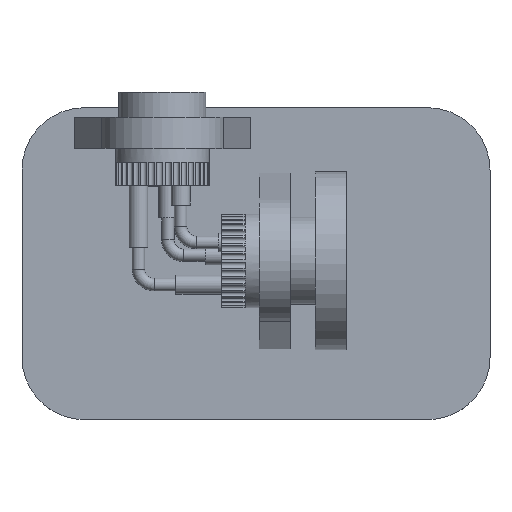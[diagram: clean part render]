
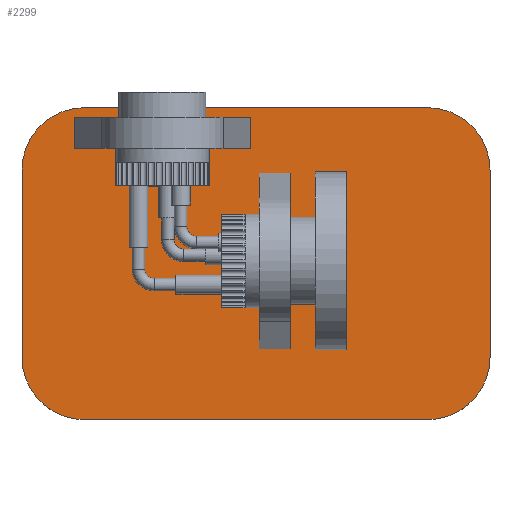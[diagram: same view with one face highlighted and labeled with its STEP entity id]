
A CAD part, top view. The second image highlights one B-rep face of the part: STEP entity #2299.
In plain terms, the highlighted planar face has unit normal (0, 0, 1).
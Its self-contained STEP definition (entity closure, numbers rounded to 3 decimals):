
#80=FACE_BOUND('',#379,.T.);
#81=FACE_BOUND('',#380,.T.);
#136=PLANE('',#2643);
#241=FACE_OUTER_BOUND('',#378,.T.);
#378=EDGE_LOOP('',(#1955,#1956,#1957,#1958,#1959,#1960,#1961,#1962));
#379=EDGE_LOOP('',(#1963,#1964,#1965,#1966));
#380=EDGE_LOOP('',(#1967,#1968,#1969,#1970));
#511=LINE('',#4060,#643);
#512=LINE('',#4064,#644);
#513=LINE('',#4068,#645);
#514=LINE('',#4071,#646);
#515=LINE('',#4074,#647);
#516=LINE('',#4076,#648);
#517=LINE('',#4078,#649);
#518=LINE('',#4079,#650);
#519=LINE('',#4082,#651);
#520=LINE('',#4084,#652);
#521=LINE('',#4086,#653);
#522=LINE('',#4087,#654);
#643=VECTOR('',#3330,10.);
#644=VECTOR('',#3333,10.);
#645=VECTOR('',#3336,10.);
#646=VECTOR('',#3339,10.);
#647=VECTOR('',#3340,10.);
#648=VECTOR('',#3341,10.);
#649=VECTOR('',#3342,10.);
#650=VECTOR('',#3343,10.);
#651=VECTOR('',#3344,10.);
#652=VECTOR('',#3345,10.);
#653=VECTOR('',#3346,10.);
#654=VECTOR('',#3347,10.);
#856=CIRCLE('',#2641,20.);
#858=CIRCLE('',#2644,20.);
#859=CIRCLE('',#2645,20.);
#860=CIRCLE('',#2646,20.);
#1062=VERTEX_POINT('',#4050);
#1063=VERTEX_POINT('',#4051);
#1066=VERTEX_POINT('',#4059);
#1067=VERTEX_POINT('',#4061);
#1068=VERTEX_POINT('',#4063);
#1069=VERTEX_POINT('',#4065);
#1070=VERTEX_POINT('',#4067);
#1071=VERTEX_POINT('',#4069);
#1072=VERTEX_POINT('',#4072);
#1073=VERTEX_POINT('',#4073);
#1074=VERTEX_POINT('',#4075);
#1075=VERTEX_POINT('',#4077);
#1076=VERTEX_POINT('',#4080);
#1077=VERTEX_POINT('',#4081);
#1078=VERTEX_POINT('',#4083);
#1079=VERTEX_POINT('',#4085);
#1369=EDGE_CURVE('',#1062,#1063,#856,.T.);
#1373=EDGE_CURVE('',#1062,#1066,#511,.T.);
#1374=EDGE_CURVE('',#1067,#1066,#858,.T.);
#1375=EDGE_CURVE('',#1067,#1068,#512,.T.);
#1376=EDGE_CURVE('',#1069,#1068,#859,.T.);
#1377=EDGE_CURVE('',#1069,#1070,#513,.T.);
#1378=EDGE_CURVE('',#1071,#1070,#860,.T.);
#1379=EDGE_CURVE('',#1071,#1063,#514,.T.);
#1380=EDGE_CURVE('',#1072,#1073,#515,.T.);
#1381=EDGE_CURVE('',#1073,#1074,#516,.T.);
#1382=EDGE_CURVE('',#1074,#1075,#517,.T.);
#1383=EDGE_CURVE('',#1075,#1072,#518,.T.);
#1384=EDGE_CURVE('',#1076,#1077,#519,.T.);
#1385=EDGE_CURVE('',#1078,#1076,#520,.T.);
#1386=EDGE_CURVE('',#1079,#1078,#521,.T.);
#1387=EDGE_CURVE('',#1077,#1079,#522,.T.);
#1955=ORIENTED_EDGE('',*,*,#1369,.F.);
#1956=ORIENTED_EDGE('',*,*,#1373,.T.);
#1957=ORIENTED_EDGE('',*,*,#1374,.F.);
#1958=ORIENTED_EDGE('',*,*,#1375,.T.);
#1959=ORIENTED_EDGE('',*,*,#1376,.F.);
#1960=ORIENTED_EDGE('',*,*,#1377,.T.);
#1961=ORIENTED_EDGE('',*,*,#1378,.F.);
#1962=ORIENTED_EDGE('',*,*,#1379,.T.);
#1963=ORIENTED_EDGE('',*,*,#1380,.T.);
#1964=ORIENTED_EDGE('',*,*,#1381,.T.);
#1965=ORIENTED_EDGE('',*,*,#1382,.T.);
#1966=ORIENTED_EDGE('',*,*,#1383,.T.);
#1967=ORIENTED_EDGE('',*,*,#1384,.F.);
#1968=ORIENTED_EDGE('',*,*,#1385,.F.);
#1969=ORIENTED_EDGE('',*,*,#1386,.F.);
#1970=ORIENTED_EDGE('',*,*,#1387,.F.);
#2299=ADVANCED_FACE('',(#241,#80,#81),#136,.T.);
#2641=AXIS2_PLACEMENT_3D('',#4052,#3322,#3323);
#2643=AXIS2_PLACEMENT_3D('',#4058,#3328,#3329);
#2644=AXIS2_PLACEMENT_3D('',#4062,#3331,#3332);
#2645=AXIS2_PLACEMENT_3D('',#4066,#3334,#3335);
#2646=AXIS2_PLACEMENT_3D('',#4070,#3337,#3338);
#3322=DIRECTION('center_axis',(0.,0.,-1.));
#3323=DIRECTION('ref_axis',(-0.707,0.707,0.));
#3328=DIRECTION('center_axis',(0.,0.,1.));
#3329=DIRECTION('ref_axis',(1.,0.,0.));
#3330=DIRECTION('',(0.,-1.,0.));
#3331=DIRECTION('center_axis',(0.,0.,-1.));
#3332=DIRECTION('ref_axis',(-0.707,-0.707,0.));
#3333=DIRECTION('',(1.,0.,0.));
#3334=DIRECTION('center_axis',(0.,0.,-1.));
#3335=DIRECTION('ref_axis',(0.707,-0.707,0.));
#3336=DIRECTION('',(0.,1.,0.));
#3337=DIRECTION('center_axis',(0.,0.,-1.));
#3338=DIRECTION('ref_axis',(0.707,0.707,0.));
#3339=DIRECTION('',(-1.,0.,0.));
#3340=DIRECTION('',(0.,-1.,0.));
#3341=DIRECTION('',(-1.,0.,0.));
#3342=DIRECTION('',(0.,1.,0.));
#3343=DIRECTION('',(1.,0.,0.));
#3344=DIRECTION('',(1.,0.,0.));
#3345=DIRECTION('',(0.,-1.,0.));
#3346=DIRECTION('',(-1.,0.,0.));
#3347=DIRECTION('',(0.,1.,0.));
#4050=CARTESIAN_POINT('',(-74.017,30.867,-32.149));
#4051=CARTESIAN_POINT('',(-54.017,50.867,-32.149));
#4052=CARTESIAN_POINT('Origin',(-54.017,30.867,-32.149));
#4058=CARTESIAN_POINT('Origin',(0.983,0.867,-32.149));
#4059=CARTESIAN_POINT('',(-74.017,-29.133,-32.149));
#4060=CARTESIAN_POINT('',(-74.017,50.867,-32.149));
#4061=CARTESIAN_POINT('',(-54.017,-49.133,-32.149));
#4062=CARTESIAN_POINT('Origin',(-54.017,-29.133,-32.149));
#4063=CARTESIAN_POINT('',(55.983,-49.133,-32.149));
#4064=CARTESIAN_POINT('',(-74.017,-49.133,-32.149));
#4065=CARTESIAN_POINT('',(75.983,-29.133,-32.149));
#4066=CARTESIAN_POINT('Origin',(55.983,-29.133,-32.149));
#4067=CARTESIAN_POINT('',(75.983,30.867,-32.149));
#4068=CARTESIAN_POINT('',(75.983,-49.133,-32.149));
#4069=CARTESIAN_POINT('',(55.983,50.867,-32.149));
#4070=CARTESIAN_POINT('Origin',(55.983,30.867,-32.149));
#4071=CARTESIAN_POINT('',(75.983,50.867,-32.149));
#4072=CARTESIAN_POINT('',(59.145,-36.,-32.149));
#4073=CARTESIAN_POINT('',(59.145,-46.,-32.149));
#4074=CARTESIAN_POINT('',(59.145,-17.567,-32.149));
#4075=CARTESIAN_POINT('',(2.855,-46.,-32.149));
#4076=CARTESIAN_POINT('',(15.991,-46.,-32.149));
#4077=CARTESIAN_POINT('',(2.855,-36.,-32.149));
#4078=CARTESIAN_POINT('',(2.855,-17.567,-32.149));
#4079=CARTESIAN_POINT('',(15.991,-36.,-32.149));
#4080=CARTESIAN_POINT('',(-10.,-28.145,-32.149));
#4081=CARTESIAN_POINT('',(0.,-28.145,-32.149));
#4082=CARTESIAN_POINT('',(0.491,-28.145,-32.149));
#4083=CARTESIAN_POINT('',(-10.,28.145,-32.149));
#4084=CARTESIAN_POINT('',(-10.,0.433,-32.149));
#4085=CARTESIAN_POINT('',(0.,28.145,-32.149));
#4086=CARTESIAN_POINT('',(0.491,28.145,-32.149));
#4087=CARTESIAN_POINT('',(0.,0.433,-32.149));
